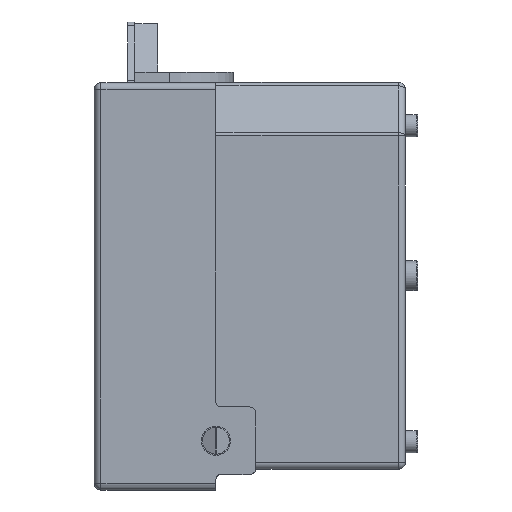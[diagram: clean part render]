
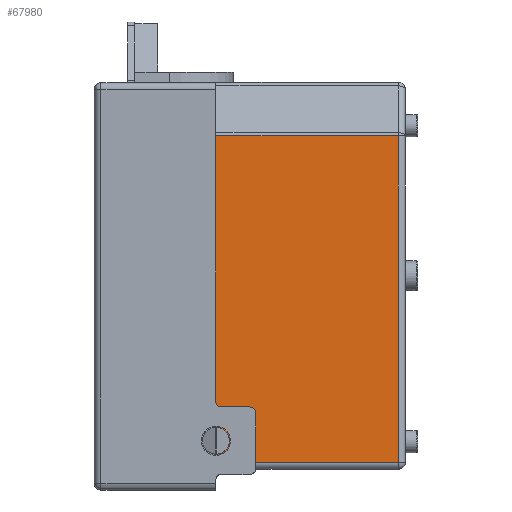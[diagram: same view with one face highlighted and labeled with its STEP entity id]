
A CAD part, left-side view. The second image highlights one B-rep face of the part: STEP entity #67980.
In plain terms, the highlighted planar face has unit normal (-1, 0, 0).
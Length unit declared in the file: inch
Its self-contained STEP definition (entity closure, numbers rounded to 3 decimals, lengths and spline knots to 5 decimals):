
#750 = CARTESIAN_POINT ( 'NONE',  ( -2.27, 2.365, -1.222 ) ) ;
#915 = EDGE_CURVE ( 'NONE', #68434, #27598, #49323, .T. ) ;
#3282 = DIRECTION ( 'NONE',  ( 1., 0., 0. ) ) ;
#3314 = CARTESIAN_POINT ( 'NONE',  ( -2.27, 2.365, 1.632 ) ) ;
#4081 = DIRECTION ( 'NONE',  ( 0., 1., 0. ) ) ;
#4776 = CARTESIAN_POINT ( 'NONE',  ( -2.27, 2.365, 1.192 ) ) ;
#5645 = CARTESIAN_POINT ( 'NONE',  ( -2.27, 0.06, 1.22256 ) ) ;
#6371 = ORIENTED_EDGE ( 'NONE', *, *, #57430, .T. ) ;
#6514 = ORIENTED_EDGE ( 'NONE', *, *, #73988, .T. ) ;
#8363 = LINE ( 'NONE', #3314, #24483 ) ;
#8759 = CARTESIAN_POINT ( 'NONE',  ( -2.27, 1.805, 1.237 ) ) ;
#8930 = VERTEX_POINT ( 'NONE', #22013 ) ;
#9887 = AXIS2_PLACEMENT_3D ( 'NONE', #38388, #3282, #62661 ) ;
#10092 = VECTOR ( 'NONE', #72095, 39.37008 ) ;
#11397 = VERTEX_POINT ( 'NONE', #17552 ) ;
#11856 = CARTESIAN_POINT ( 'NONE',  ( -2.27, 1.655, -1.5585 ) ) ;
#12655 = VECTOR ( 'NONE', #17066, 39.37008 ) ;
#12689 = CARTESIAN_POINT ( 'NONE',  ( -2.27, 1.865, 1.632 ) ) ;
#13213 = ORIENTED_EDGE ( 'NONE', *, *, #76899, .T. ) ;
#13522 = CARTESIAN_POINT ( 'NONE',  ( -2.27, 1.805, 1.22256 ) ) ;
#13706 = CARTESIAN_POINT ( 'NONE',  ( -2.27, 2.365, -1.222 ) ) ;
#13821 = CARTESIAN_POINT ( 'NONE',  ( -2.27, 2.365, 1.237 ) ) ;
#14281 = CARTESIAN_POINT ( 'NONE',  ( -2.27, 1.865, 1.692 ) ) ;
#14495 = DIRECTION ( 'NONE',  ( 0., 0., -1. ) ) ;
#15088 = EDGE_CURVE ( 'NONE', #17285, #26188, #48544, .T. ) ;
#15805 = VERTEX_POINT ( 'NONE', #12689 ) ;
#16044 = CIRCLE ( 'NONE', #9887, 0.1165 ) ;
#16686 = CARTESIAN_POINT ( 'NONE',  ( -2.27, 2.365, 1.22256 ) ) ;
#17066 = DIRECTION ( 'NONE',  ( 0., 1., 0. ) ) ;
#17285 = VERTEX_POINT ( 'NONE', #4776 ) ;
#17552 = CARTESIAN_POINT ( 'NONE',  ( -2.27, 1.805, 1.632 ) ) ;
#17978 = DIRECTION ( 'NONE',  ( 0., 0., -1. ) ) ;
#19993 = CARTESIAN_POINT ( 'NONE',  ( -2.27, 2.365, -1.632 ) ) ;
#20589 = ORIENTED_EDGE ( 'NONE', *, *, #70937, .F. ) ;
#22013 = CARTESIAN_POINT ( 'NONE',  ( -2.27, 0.06, -1.632 ) ) ;
#22112 = CARTESIAN_POINT ( 'NONE',  ( -2.27, 1.655, -1.3255 ) ) ;
#22238 = EDGE_CURVE ( 'NONE', #24944, #68434, #37036, .T. ) ;
#23008 = AXIS2_PLACEMENT_3D ( 'NONE', #59846, #24286, #28979 ) ;
#23045 = ORIENTED_EDGE ( 'NONE', *, *, #25841, .T. ) ;
#23134 = PLANE ( 'NONE',  #23008 ) ;
#23961 = VECTOR ( 'NONE', #17978, 39.37008 ) ;
#24286 = DIRECTION ( 'NONE',  ( 1., 0., 0. ) ) ;
#24483 = VECTOR ( 'NONE', #4081, 39.37008 ) ;
#24593 = VECTOR ( 'NONE', #14495, 39.37008 ) ;
#24944 = VERTEX_POINT ( 'NONE', #13706 ) ;
#25841 = EDGE_CURVE ( 'NONE', #11397, #15805, #8363, .T. ) ;
#26188 = VERTEX_POINT ( 'NONE', #58570 ) ;
#26317 = VECTOR ( 'NONE', #62048, 39.37008 ) ;
#27598 = VERTEX_POINT ( 'NONE', #22112 ) ;
#28979 = DIRECTION ( 'NONE',  ( 0., 0., -1. ) ) ;
#30061 = ORIENTED_EDGE ( 'NONE', *, *, #22238, .T. ) ;
#30522 = EDGE_CURVE ( 'NONE', #50918, #69903, #48091, .T. ) ;
#30604 = EDGE_CURVE ( 'NONE', #58476, #72013, #46433, .T. ) ;
#31943 = CARTESIAN_POINT ( 'NONE',  ( -2.27, 1.655, -1.222 ) ) ;
#33078 = ORIENTED_EDGE ( 'NONE', *, *, #30604, .T. ) ;
#37036 = LINE ( 'NONE', #750, #26317 ) ;
#37348 = LINE ( 'NONE', #14281, #55638 ) ;
#38388 = CARTESIAN_POINT ( 'NONE',  ( -2.27, 1.655, -1.442 ) ) ;
#39227 = LINE ( 'NONE', #8759, #59034 ) ;
#39841 = ORIENTED_EDGE ( 'NONE', *, *, #30522, .T. ) ;
#40764 = ORIENTED_EDGE ( 'NONE', *, *, #53743, .T. ) ;
#42633 = FACE_OUTER_BOUND ( 'NONE', #54390, .T. ) ;
#43176 = VECTOR ( 'NONE', #61521, 39.37008 ) ;
#43612 = DIRECTION ( 'NONE',  ( 0., 0., 1. ) ) ;
#44623 = CARTESIAN_POINT ( 'NONE',  ( -2.27, 1.655, -1.662 ) ) ;
#44633 = LINE ( 'NONE', #19993, #68373 ) ;
#46433 = LINE ( 'NONE', #16686, #12655 ) ;
#48091 = LINE ( 'NONE', #71120, #23961 ) ;
#48544 = LINE ( 'NONE', #72342, #70768 ) ;
#48887 = ORIENTED_EDGE ( 'NONE', *, *, #15088, .F. ) ;
#49323 = LINE ( 'NONE', #44623, #24593 ) ;
#50918 = VERTEX_POINT ( 'NONE', #11856 ) ;
#53743 = EDGE_CURVE ( 'NONE', #27598, #50918, #16044, .T. ) ;
#54390 = EDGE_LOOP ( 'NONE', ( #6371, #23045, #20589, #48887, #56498, #30061, #71186, #40764, #39841, #6514, #13213, #33078 ) ) ;
#55332 = CARTESIAN_POINT ( 'NONE',  ( -2.27, 0.06, 1.237 ) ) ;
#55577 = DIRECTION ( 'NONE',  ( 0., -1., 0. ) ) ;
#55638 = VECTOR ( 'NONE', #43612, 39.37008 ) ;
#56457 = DIRECTION ( 'NONE',  ( 0., 0., 1. ) ) ;
#56498 = ORIENTED_EDGE ( 'NONE', *, *, #72485, .F. ) ;
#57430 = EDGE_CURVE ( 'NONE', #72013, #11397, #39227, .T. ) ;
#58476 = VERTEX_POINT ( 'NONE', #5645 ) ;
#58570 = CARTESIAN_POINT ( 'NONE',  ( -2.27, 1.865, 1.192 ) ) ;
#59034 = VECTOR ( 'NONE', #56457, 39.37008 ) ;
#59846 = CARTESIAN_POINT ( 'NONE',  ( -2.27, 2.365, 1.237 ) ) ;
#60043 = LINE ( 'NONE', #55332, #10092 ) ;
#61521 = DIRECTION ( 'NONE',  ( 0., 0., 1. ) ) ;
#62048 = DIRECTION ( 'NONE',  ( 0., -1., 0. ) ) ;
#62661 = DIRECTION ( 'NONE',  ( 0., 0., -1. ) ) ;
#62692 = LINE ( 'NONE', #13821, #43176 ) ;
#62760 = CARTESIAN_POINT ( 'NONE',  ( -2.27, 1.655, -1.632 ) ) ;
#67980 = ADVANCED_FACE ( 'NONE', ( #42633 ), #23134, .F. ) ;
#68373 = VECTOR ( 'NONE', #73141, 39.37008 ) ;
#68434 = VERTEX_POINT ( 'NONE', #31943 ) ;
#69903 = VERTEX_POINT ( 'NONE', #62760 ) ;
#70768 = VECTOR ( 'NONE', #55577, 39.37008 ) ;
#70937 = EDGE_CURVE ( 'NONE', #26188, #15805, #37348, .T. ) ;
#71120 = CARTESIAN_POINT ( 'NONE',  ( -2.27, 1.655, -1.662 ) ) ;
#71186 = ORIENTED_EDGE ( 'NONE', *, *, #915, .T. ) ;
#72013 = VERTEX_POINT ( 'NONE', #13522 ) ;
#72095 = DIRECTION ( 'NONE',  ( 0., 0., 1. ) ) ;
#72342 = CARTESIAN_POINT ( 'NONE',  ( -2.27, 2.365, 1.192 ) ) ;
#72485 = EDGE_CURVE ( 'NONE', #24944, #17285, #62692, .T. ) ;
#73141 = DIRECTION ( 'NONE',  ( 0., -1., 0. ) ) ;
#73988 = EDGE_CURVE ( 'NONE', #69903, #8930, #44633, .T. ) ;
#76899 = EDGE_CURVE ( 'NONE', #8930, #58476, #60043, .T. ) ;
